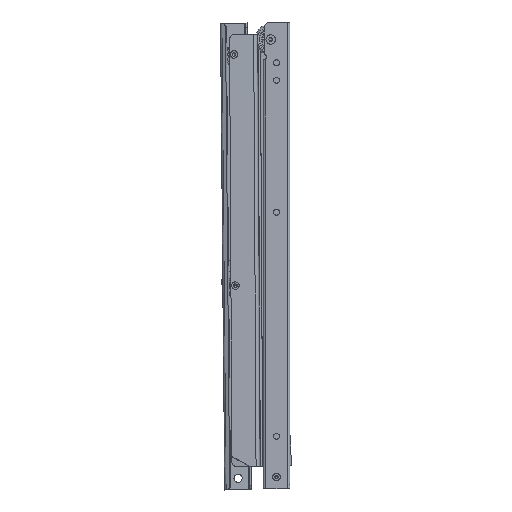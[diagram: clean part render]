
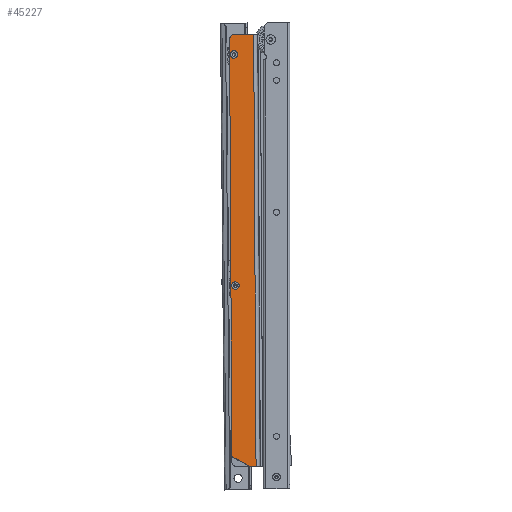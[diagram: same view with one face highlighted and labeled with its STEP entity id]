
A CAD part, left-side view. The second image highlights one B-rep face of the part: STEP entity #45227.
In plain terms, the highlighted planar face has unit normal (-1, 0, 0).
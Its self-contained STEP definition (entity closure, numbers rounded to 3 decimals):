
#1198 = LINE ( 'NONE', #17829, #51281 ) ;
#2892 = EDGE_CURVE ( 'NONE', #31944, #9830, #45643, .T. ) ;
#3187 = EDGE_CURVE ( 'NONE', #45701, #50912, #42980, .T. ) ;
#3201 = ORIENTED_EDGE ( 'NONE', *, *, #17946, .T. ) ;
#3919 = ORIENTED_EDGE ( 'NONE', *, *, #51438, .T. ) ;
#5068 = CIRCLE ( 'NONE', #53640, 3.2 ) ;
#5901 = EDGE_LOOP ( 'NONE', ( #35445, #3201 ) ) ;
#6025 = CARTESIAN_POINT ( 'NONE',  ( -7.5, 18.1, -17. ) ) ;
#6289 = CARTESIAN_POINT ( 'NONE',  ( -7.5, 18.1, -215. ) ) ;
#6293 = DIRECTION ( 'NONE',  ( 1., 0., 0. ) ) ;
#6524 = CARTESIAN_POINT ( 'NONE',  ( -7.5, 17.9, -4. ) ) ;
#8369 = DIRECTION ( 'NONE',  ( 0., -1., 0. ) ) ;
#9445 = ORIENTED_EDGE ( 'NONE', *, *, #43255, .F. ) ;
#9818 = EDGE_CURVE ( 'NONE', #47743, #50912, #1198, .T. ) ;
#9830 = VERTEX_POINT ( 'NONE', #19156 ) ;
#10235 = FACE_BOUND ( 'NONE', #32686, .T. ) ;
#11862 = VECTOR ( 'NONE', #12145, 1000. ) ;
#12145 = DIRECTION ( 'NONE',  ( 0., 0.866, 0.5 ) ) ;
#12218 = VECTOR ( 'NONE', #45777, 1000. ) ;
#12693 = CARTESIAN_POINT ( 'NONE',  ( -7.5, 18.121, -363.454 ) ) ;
#12924 = AXIS2_PLACEMENT_3D ( 'NONE', #6289, #44089, #35915 ) ;
#13359 = CARTESIAN_POINT ( 'NONE',  ( -7.5, 1.225, -370. ) ) ;
#14050 = CIRCLE ( 'NONE', #27023, 4. ) ;
#14174 = EDGE_LOOP ( 'NONE', ( #9445, #37266, #52933, #15269, #3919, #19171 ) ) ;
#15269 = ORIENTED_EDGE ( 'NONE', *, *, #9818, .F. ) ;
#15441 = CARTESIAN_POINT ( 'NONE',  ( -7.5, 21.9, -370. ) ) ;
#15657 = CARTESIAN_POINT ( 'NONE',  ( -7.5, 21.9, -4. ) ) ;
#15897 = CARTESIAN_POINT ( 'NONE',  ( -7.5, 1.225, -370. ) ) ;
#16171 = ORIENTED_EDGE ( 'NONE', *, *, #24479, .T. ) ;
#16416 = CIRCLE ( 'NONE', #12924, 3.2 ) ;
#17829 = CARTESIAN_POINT ( 'NONE',  ( -7.5, 21.9, 0. ) ) ;
#17946 = EDGE_CURVE ( 'NONE', #32785, #32594, #30786, .T. ) ;
#18454 = VECTOR ( 'NONE', #22300, 1000. ) ;
#19156 = CARTESIAN_POINT ( 'NONE',  ( -7.5, 18.1, -20.2 ) ) ;
#19171 = ORIENTED_EDGE ( 'NONE', *, *, #27291, .F. ) ;
#19208 = PLANE ( 'NONE',  #29397 ) ;
#19483 = LINE ( 'NONE', #15441, #27657 ) ;
#19640 = VERTEX_POINT ( 'NONE', #51148 ) ;
#22300 = DIRECTION ( 'NONE',  ( 0., 0., 1. ) ) ;
#22892 = DIRECTION ( 'NONE',  ( 0., -1., 0. ) ) ;
#24479 = EDGE_CURVE ( 'NONE', #9830, #31944, #5068, .T. ) ;
#25482 = EDGE_CURVE ( 'NONE', #32594, #32785, #16416, .T. ) ;
#27023 = AXIS2_PLACEMENT_3D ( 'NONE', #6524, #39158, #34547 ) ;
#27291 = EDGE_CURVE ( 'NONE', #19640, #39221, #33830, .T. ) ;
#27351 = ORIENTED_EDGE ( 'NONE', *, *, #2892, .T. ) ;
#27657 = VECTOR ( 'NONE', #48528, 1000. ) ;
#28799 = VERTEX_POINT ( 'NONE', #31785 ) ;
#29397 = AXIS2_PLACEMENT_3D ( 'NONE', #39068, #31465, #30939 ) ;
#30777 = CARTESIAN_POINT ( 'NONE',  ( -7.5, 17.9, 0. ) ) ;
#30786 = CIRCLE ( 'NONE', #41251, 3.2 ) ;
#30939 = DIRECTION ( 'NONE',  ( 0., -1., 0. ) ) ;
#31465 = DIRECTION ( 'NONE',  ( -1., 0., 0. ) ) ;
#31785 = CARTESIAN_POINT ( 'NONE',  ( -7.5, 6.783, -370. ) ) ;
#31944 = VERTEX_POINT ( 'NONE', #32351 ) ;
#32351 = CARTESIAN_POINT ( 'NONE',  ( -7.5, 18.1, -13.8 ) ) ;
#32594 = VERTEX_POINT ( 'NONE', #33121 ) ;
#32686 = EDGE_LOOP ( 'NONE', ( #27351, #16171 ) ) ;
#32785 = VERTEX_POINT ( 'NONE', #50697 ) ;
#33121 = CARTESIAN_POINT ( 'NONE',  ( -7.5, 18.1, -211.8 ) ) ;
#33521 = AXIS2_PLACEMENT_3D ( 'NONE', #6025, #6293, #22892 ) ;
#33830 = LINE ( 'NONE', #50616, #12218 ) ;
#34421 = DIRECTION ( 'NONE',  ( 0., -1., 0. ) ) ;
#34547 = DIRECTION ( 'NONE',  ( 0., -1., 0. ) ) ;
#35445 = ORIENTED_EDGE ( 'NONE', *, *, #25482, .T. ) ;
#35915 = DIRECTION ( 'NONE',  ( 0., -1., 0. ) ) ;
#36175 = CARTESIAN_POINT ( 'NONE',  ( -7.5, 18.1, -17. ) ) ;
#37266 = ORIENTED_EDGE ( 'NONE', *, *, #45351, .T. ) ;
#37731 = DIRECTION ( 'NONE',  ( 1., 0., 0. ) ) ;
#39068 = CARTESIAN_POINT ( 'NONE',  ( -7.5, 21.9, -370. ) ) ;
#39158 = DIRECTION ( 'NONE',  ( -1., 0., 0. ) ) ;
#39221 = VERTEX_POINT ( 'NONE', #15657 ) ;
#39875 = FACE_BOUND ( 'NONE', #5901, .T. ) ;
#41251 = AXIS2_PLACEMENT_3D ( 'NONE', #46652, #37731, #8369 ) ;
#42297 = LINE ( 'NONE', #12693, #11862 ) ;
#42980 = LINE ( 'NONE', #13359, #18454 ) ;
#43255 = EDGE_CURVE ( 'NONE', #28799, #19640, #42297, .T. ) ;
#43961 = FACE_OUTER_BOUND ( 'NONE', #14174, .T. ) ;
#44089 = DIRECTION ( 'NONE',  ( 1., 0., 0. ) ) ;
#44783 = CARTESIAN_POINT ( 'NONE',  ( -7.5, 1.225, 0. ) ) ;
#45227 = ADVANCED_FACE ( 'NONE', ( #39875, #10235, #43961 ), #19208, .T. ) ;
#45351 = EDGE_CURVE ( 'NONE', #28799, #45701, #19483, .T. ) ;
#45643 = CIRCLE ( 'NONE', #33521, 3.2 ) ;
#45701 = VERTEX_POINT ( 'NONE', #15897 ) ;
#45777 = DIRECTION ( 'NONE',  ( 0., 0., 1. ) ) ;
#46652 = CARTESIAN_POINT ( 'NONE',  ( -7.5, 18.1, -215. ) ) ;
#47743 = VERTEX_POINT ( 'NONE', #30777 ) ;
#48528 = DIRECTION ( 'NONE',  ( 0., -1., 0. ) ) ;
#50616 = CARTESIAN_POINT ( 'NONE',  ( -7.5, 21.9, -370. ) ) ;
#50697 = CARTESIAN_POINT ( 'NONE',  ( -7.5, 18.1, -218.2 ) ) ;
#50912 = VERTEX_POINT ( 'NONE', #44783 ) ;
#51148 = CARTESIAN_POINT ( 'NONE',  ( -7.5, 21.9, -361.272 ) ) ;
#51281 = VECTOR ( 'NONE', #34421, 1000. ) ;
#51438 = EDGE_CURVE ( 'NONE', #47743, #39221, #14050, .T. ) ;
#51634 = DIRECTION ( 'NONE',  ( 0., -1., 0. ) ) ;
#52705 = DIRECTION ( 'NONE',  ( 1., 0., 0. ) ) ;
#52933 = ORIENTED_EDGE ( 'NONE', *, *, #3187, .T. ) ;
#53640 = AXIS2_PLACEMENT_3D ( 'NONE', #36175, #52705, #51634 ) ;
